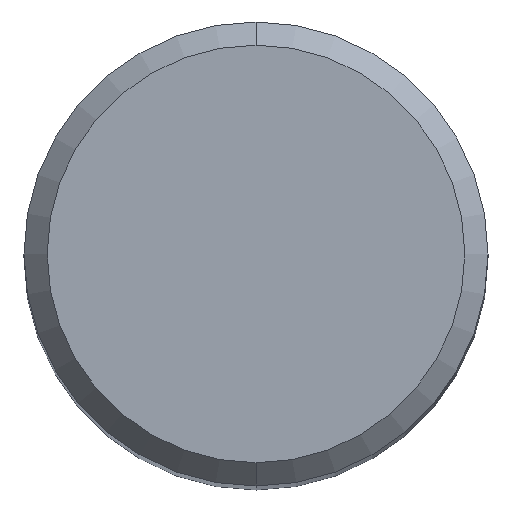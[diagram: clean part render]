
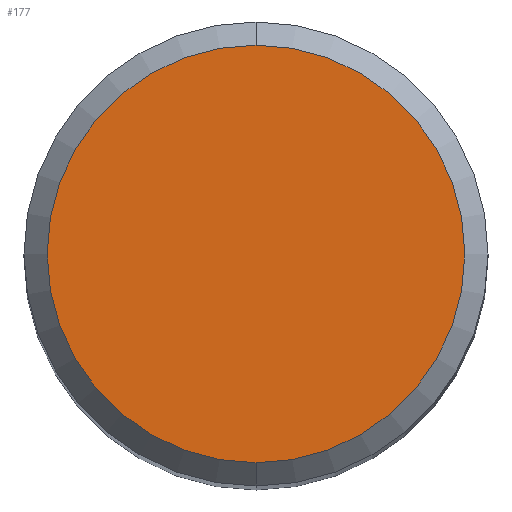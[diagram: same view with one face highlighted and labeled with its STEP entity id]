
A CAD part, top view. The second image highlights one B-rep face of the part: STEP entity #177.
In plain terms, the highlighted planar face has unit normal (0, 0, 1).
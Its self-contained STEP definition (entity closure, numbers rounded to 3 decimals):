
#177=ADVANCED_FACE('',(#484),#485,.T.);
#193=EDGE_CURVE('',#249,#221,#501,.T.);
#207=EDGE_CURVE('',#221,#249,#517,.T.);
#221=VERTEX_POINT('',#532);
#249=VERTEX_POINT('',#562);
#484=FACE_OUTER_BOUND('',#813,.T.);
#485=PLANE('',#814);
#501=CIRCLE('',#861,3.6);
#517=CIRCLE('',#909,3.6);
#532=CARTESIAN_POINT('',(0.,-3.6,0.0));
#562=CARTESIAN_POINT('',(0.0,3.6,0.0));
#813=EDGE_LOOP('',(#1458,#1459));
#814=AXIS2_PLACEMENT_3D('',#1460,#1461,#1462);
#861=AXIS2_PLACEMENT_3D('',#1468,#1469,#1470);
#909=AXIS2_PLACEMENT_3D('',#1489,#1490,#1491);
#1458=ORIENTED_EDGE('',*,*,#193,.F.);
#1459=ORIENTED_EDGE('',*,*,#207,.F.);
#1460=CARTESIAN_POINT('',(0.0,1.8,0.0));
#1461=DIRECTION('',(-0.0,0.0,1.0));
#1462=DIRECTION('',(0.0,-1.0,0.0));
#1468=CARTESIAN_POINT('',(0.0,0.0,0.0));
#1469=DIRECTION('',(0.0,0.0,-1.0));
#1470=DIRECTION('',(0.0,1.0,0.0));
#1489=CARTESIAN_POINT('',(0.0,0.0,0.0));
#1490=DIRECTION('',(0.0,0.0,-1.0));
#1491=DIRECTION('',(0.0,1.0,0.0));
